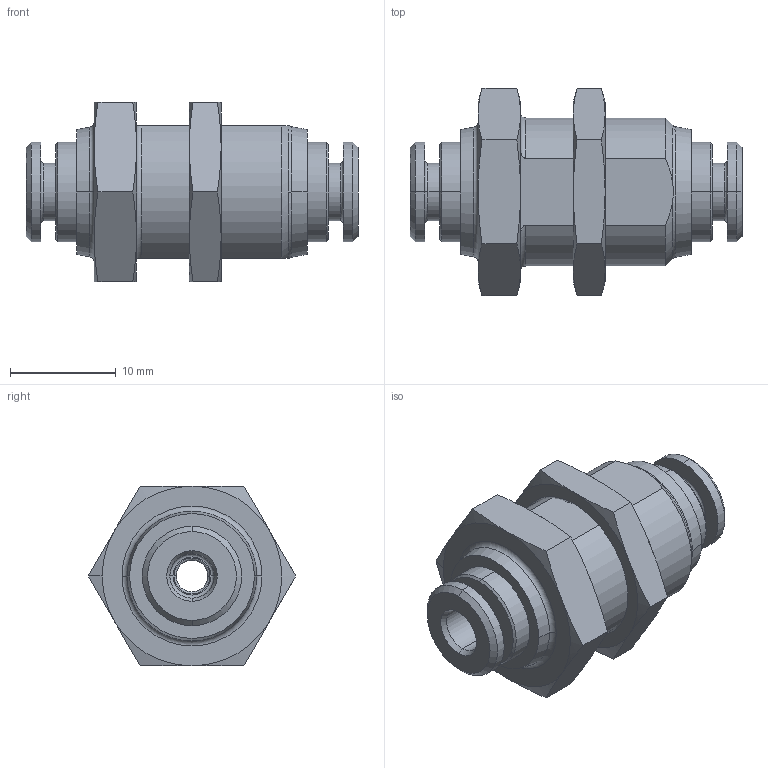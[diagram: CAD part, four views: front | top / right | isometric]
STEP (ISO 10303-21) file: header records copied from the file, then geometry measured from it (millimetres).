
FILE_DESCRIPTION(( 'MXP.27.04.04.stp' ), '1');
FILE_NAME( 'MXP.27.04.04.stp', '2021-02-22T15:44:06',( 'Sopra'),('sopra-pneumatic.com'), 'SwSTEP 2.0','SolidWorks 2009','' );
FILE_SCHEMA(('CONFIG_CONTROL_DESIGN'));
Length unit declared in the file: millimetre
Products named in the file (3): 367704B_959V-4FF_OUM; 251704_256M-M14X1; 367704B_959V-4FF_ASM
Assembly tree (2 placements, depth 2):
  367704B_959V-4FF_ASM
    367704B_959V-4FF_OUM
    251704_256M-M14X1
Bounding box: 31.4 x 19.63 x 17 mm (x, y, z)
Volume: 3940.3 mm3; surface area: 2706.2 mm2
Topology: 2 solids, 2 shells, 116 faces, 258 edges, 156 vertices
Faces by surface type: cone 48, plane 28, cylinder 22, torus 18
Entity records: 3466 total; most frequent: CARTESIAN_POINT 811, DIRECTION 575, ORIENTED_EDGE 516, EDGE_CURVE 258, AXIS2_PLACEMENT_3D 255, VERTEX_POINT 156, CIRCLE 134, EDGE_LOOP 130
